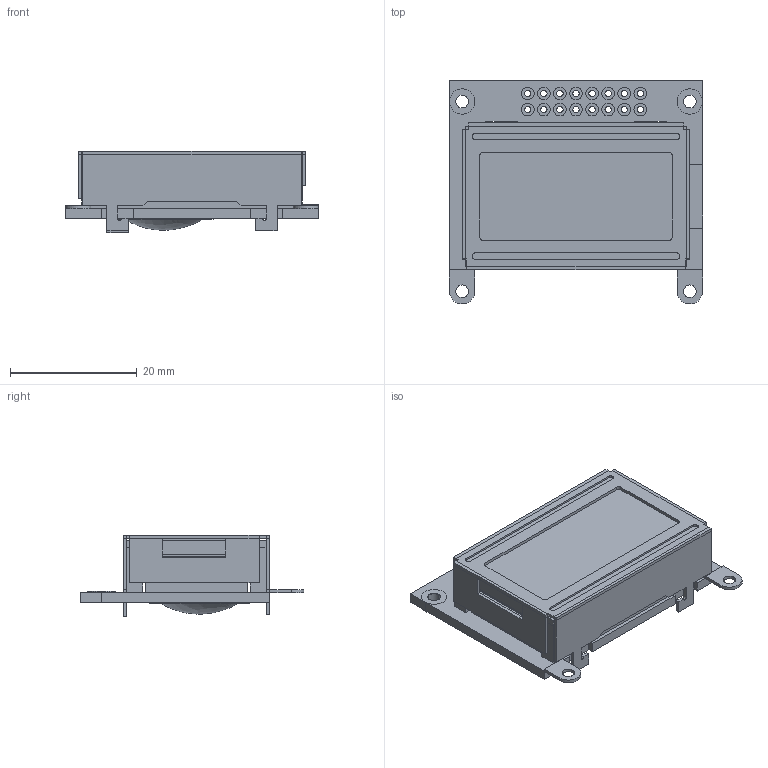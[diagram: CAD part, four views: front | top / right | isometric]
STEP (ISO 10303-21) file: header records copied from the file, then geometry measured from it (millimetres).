
FILE_DESCRIPTION (( 'STEP AP214' ), '1' );
FILE_NAME ('NHD-0208AZ.STEP', '2017-05-05T14:48:55', ( '' ), ( '' ), 'SwSTEP 2.0', 'SolidWorks 2015', '' );
FILE_SCHEMA (( 'AUTOMOTIVE_DESIGN' ));
Length unit declared in the file: millimetre
Products named in the file (1): NHD-0208AZ
Bounding box: 40 x 35.4 x 12.9 mm (x, y, z)
Volume: 7763.4 mm3; surface area: 11588.8 mm2
Topology: 51 solids, 51 shells, 448 faces, 1034 edges, 690 vertices
Faces by surface type: plane 249, cylinder 198, bspline 1
Entity records: 13629 total; most frequent: DIRECTION 2324, CARTESIAN_POINT 2272, ORIENTED_EDGE 2068, EDGE_CURVE 1034, AXIS2_PLACEMENT_3D 844, VERTEX_POINT 690, VECTOR 636, LINE 636
